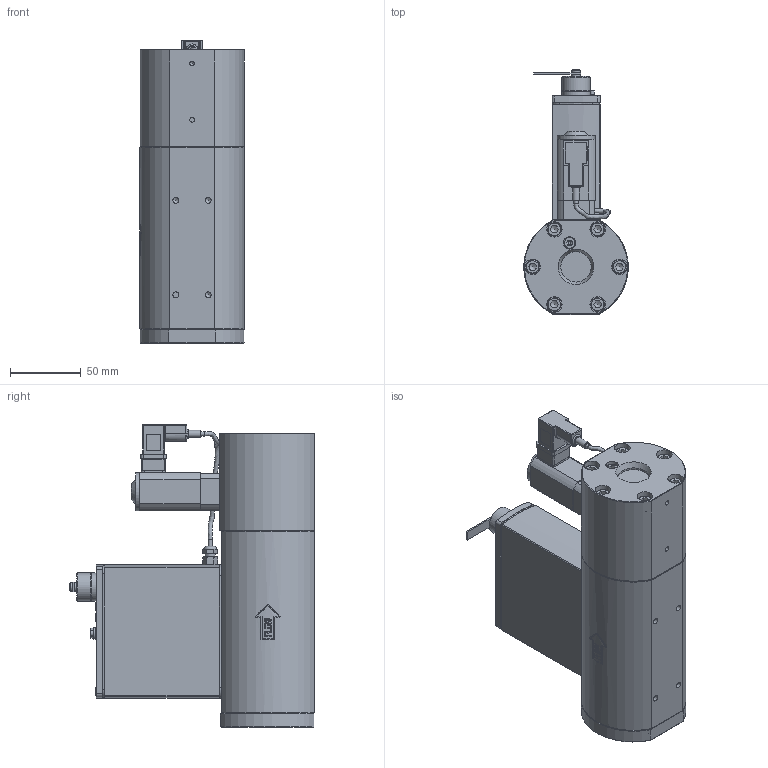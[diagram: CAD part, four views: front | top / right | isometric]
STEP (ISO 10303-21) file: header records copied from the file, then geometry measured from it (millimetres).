
FILE_DESCRIPTION(/* description */ (''),/* implementation_level */ '2;1');
FILE_NAME(/* name */ '711608.stp',/* time_stamp */ '2020-07-24T14:01:36+02:00',/* author */ ('J-Wiggers'),/* organization */ (''),/* preprocessor_version */ 'ST-DEVELOPER v17',/* originating_system */ 'Autodesk Inventor 2018',/* authorisation */ '');
FILE_SCHEMA (('AUTOMOTIVE_DESIGN { 1 0 10303 214 3 1 1 }'));
Length unit declared in the file: millimetre
Products named in the file (1): 711608_Shrinkwrap_1
Bounding box: 73.94 x 173.7 x 214.78 mm (x, y, z)
Volume: 1194085 mm3; surface area: 100720.5 mm2
Topology: 1 solids, 1 shells, 571 faces, 1485 edges, 987 vertices
Faces by surface type: plane 306, cylinder 138, bspline 51, cone 45, torus 25, sphere 6
Full cylindrical faces by diameter (mm): 3 x7, 3.242 x2, 3.3 x3, 3.75 x2, 4 x1, 4.134 x4, 5 x1, 5.5 x3, 6 x5, 6.2 x1, 7 x1, 8.3 x1, 8.5 x1, 8.8 x1, 10 x12, 11 x12, 18 x1, 18.631 x1, 20 x2, 21.5 x2, 27 x1
Entity records: 20032 total; most frequent: CARTESIAN_POINT 5702, ORIENTED_EDGE 2918, DIRECTION 2801, EDGE_CURVE 1459, AXIS2_PLACEMENT_3D 1051, VERTEX_POINT 987, LINE 699, VECTOR 699
